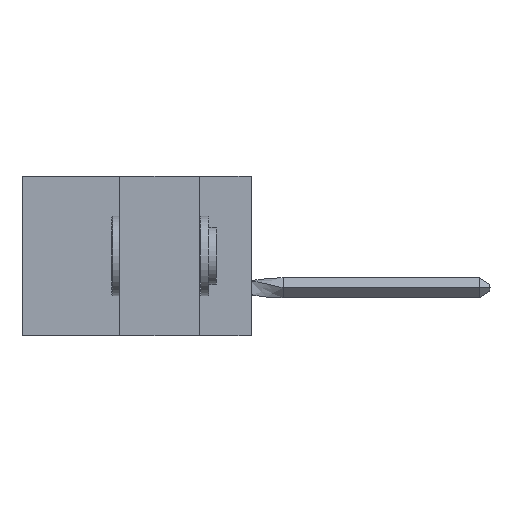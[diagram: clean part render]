
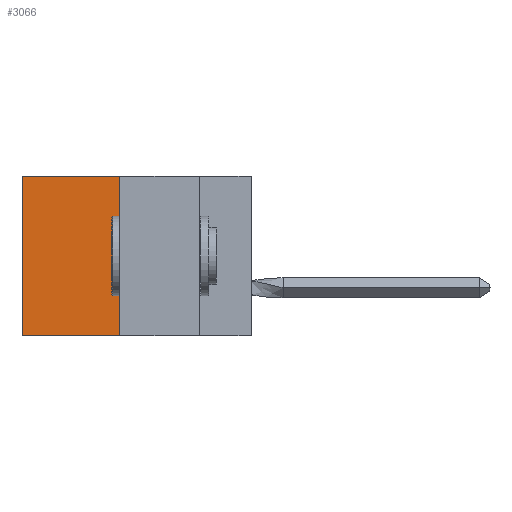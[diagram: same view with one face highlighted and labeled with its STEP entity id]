
A CAD part, left-side view. The second image highlights one B-rep face of the part: STEP entity #3066.
In plain terms, the highlighted planar face has unit normal (-1, 0, 0).
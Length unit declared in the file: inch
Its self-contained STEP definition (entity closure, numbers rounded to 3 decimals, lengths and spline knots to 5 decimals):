
#31 = VERTEX_POINT ( 'NONE', #6955 ) ;
#1459 = EDGE_LOOP ( 'NONE', ( #4152, #5429, #4351, #7249 ) ) ;
#1731 = LINE ( 'NONE', #6163, #11797 ) ;
#2268 = CARTESIAN_POINT ( 'NONE',  ( 0.305, 0.72, -0.5 ) ) ;
#2787 = LINE ( 'NONE', #13128, #6216 ) ;
#3049 = CARTESIAN_POINT ( 'NONE',  ( 0.305, 0.72, -0.5 ) ) ;
#3066 = ADVANCED_FACE ( 'NONE', ( #11475 ), #6481, .F. ) ;
#3153 = DIRECTION ( 'NONE',  ( 0., 0., -1. ) ) ;
#3271 = DIRECTION ( 'NONE',  ( 1., 0., 0. ) ) ;
#4152 = ORIENTED_EDGE ( 'NONE', *, *, #8938, .T. ) ;
#4351 = ORIENTED_EDGE ( 'NONE', *, *, #12194, .F. ) ;
#4832 = CARTESIAN_POINT ( 'NONE',  ( 0.305, 0.72, 0. ) ) ;
#5429 = ORIENTED_EDGE ( 'NONE', *, *, #5728, .F. ) ;
#5556 = LINE ( 'NONE', #3049, #10255 ) ;
#5728 = EDGE_CURVE ( 'NONE', #31, #12754, #7699, .T. ) ;
#6163 = CARTESIAN_POINT ( 'NONE',  ( 0.305, 0.413, 0. ) ) ;
#6216 = VECTOR ( 'NONE', #12047, 39.37008 ) ;
#6481 = PLANE ( 'NONE',  #9693 ) ;
#6955 = CARTESIAN_POINT ( 'NONE',  ( 0.305, 0.413, -0.5 ) ) ;
#7135 = DIRECTION ( 'NONE',  ( 0., 1., 0. ) ) ;
#7249 = ORIENTED_EDGE ( 'NONE', *, *, #12039, .T. ) ;
#7699 = LINE ( 'NONE', #12713, #8238 ) ;
#8238 = VECTOR ( 'NONE', #7135, 39.37008 ) ;
#8539 = VERTEX_POINT ( 'NONE', #12963 ) ;
#8938 = EDGE_CURVE ( 'NONE', #11721, #12754, #5556, .T. ) ;
#9693 = AXIS2_PLACEMENT_3D ( 'NONE', #10900, #3271, #13120 ) ;
#10255 = VECTOR ( 'NONE', #3153, 39.37008 ) ;
#10900 = CARTESIAN_POINT ( 'NONE',  ( 0.305, 0.413, -0.5 ) ) ;
#11475 = FACE_OUTER_BOUND ( 'NONE', #1459, .T. ) ;
#11721 = VERTEX_POINT ( 'NONE', #4832 ) ;
#11797 = VECTOR ( 'NONE', #12842, 39.37008 ) ;
#12039 = EDGE_CURVE ( 'NONE', #8539, #11721, #1731, .T. ) ;
#12047 = DIRECTION ( 'NONE',  ( 0., 0., -1. ) ) ;
#12194 = EDGE_CURVE ( 'NONE', #8539, #31, #2787, .T. ) ;
#12713 = CARTESIAN_POINT ( 'NONE',  ( 0.305, 0.413, -0.5 ) ) ;
#12754 = VERTEX_POINT ( 'NONE', #2268 ) ;
#12842 = DIRECTION ( 'NONE',  ( 0., 1., 0. ) ) ;
#12963 = CARTESIAN_POINT ( 'NONE',  ( 0.305, 0.413, 0. ) ) ;
#13120 = DIRECTION ( 'NONE',  ( 0., 0., -1. ) ) ;
#13128 = CARTESIAN_POINT ( 'NONE',  ( 0.305, 0.413, -0.5 ) ) ;
